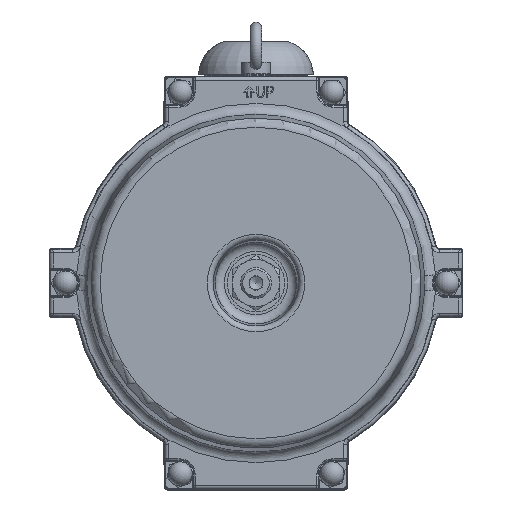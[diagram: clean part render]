
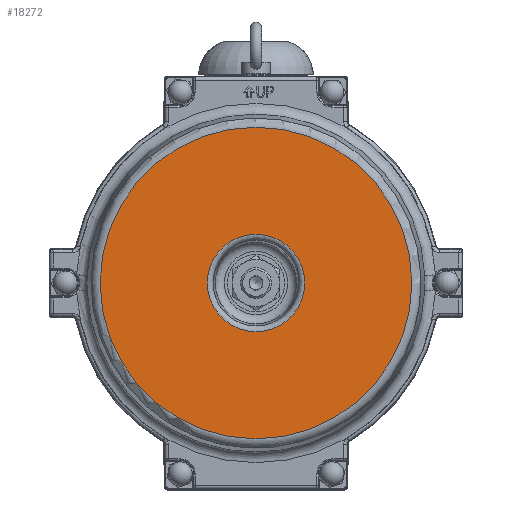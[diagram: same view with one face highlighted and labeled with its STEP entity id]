
A CAD part, front view. The second image highlights one B-rep face of the part: STEP entity #18272.
In plain terms, the highlighted planar face has unit normal (0, -1, 0).
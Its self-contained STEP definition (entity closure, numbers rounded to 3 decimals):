
#1345=CIRCLE('',#20317,42.32);
#1346=CIRCLE('',#20318,135.495);
#3708=ORIENTED_EDGE('',*,*,#8036,.T.);
#3709=ORIENTED_EDGE('',*,*,#8037,.T.);
#8036=EDGE_CURVE('',#10770,#10770,#1345,.F.);
#8037=EDGE_CURVE('',#10771,#10771,#1346,.T.);
#10770=VERTEX_POINT('',#32306);
#10771=VERTEX_POINT('',#32308);
#15442=EDGE_LOOP('',(#3708));
#15443=EDGE_LOOP('',(#3709));
#16711=FACE_BOUND('',#15442,.T.);
#16712=FACE_BOUND('',#15443,.T.);
#17632=PLANE('',#20316);
#18272=ADVANCED_FACE('',(#16711,#16712),#17632,.T.);
#20316=AXIS2_PLACEMENT_3D('',#32304,#23466,#23467);
#20317=AXIS2_PLACEMENT_3D('',#32305,#23468,#23469);
#20318=AXIS2_PLACEMENT_3D('',#32307,#23470,#23471);
#23466=DIRECTION('',(0.,-1.,0.));
#23467=DIRECTION('',(-1.,0.,0.));
#23468=DIRECTION('',(0.,-1.,0.));
#23469=DIRECTION('',(-1.,0.,0.));
#23470=DIRECTION('',(0.,-1.,0.));
#23471=DIRECTION('',(-1.,0.,0.));
#32304=CARTESIAN_POINT('',(0.,-588.,-37.657));
#32305=CARTESIAN_POINT('',(0.,-588.,0.));
#32306=CARTESIAN_POINT('',(-42.32,-588.,0.));
#32307=CARTESIAN_POINT('',(0.,-588.,0.));
#32308=CARTESIAN_POINT('',(-135.495,-588.,0.));
